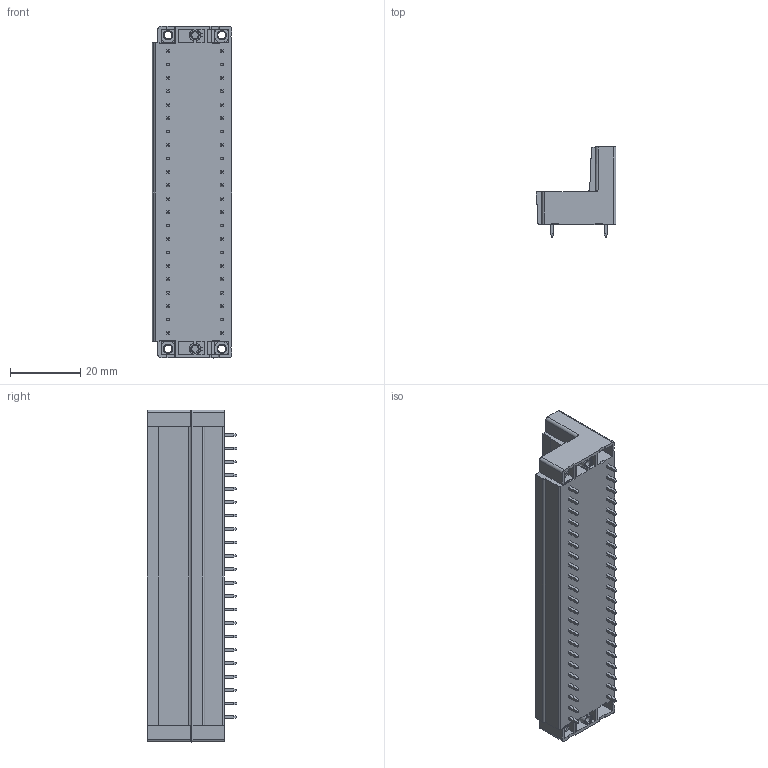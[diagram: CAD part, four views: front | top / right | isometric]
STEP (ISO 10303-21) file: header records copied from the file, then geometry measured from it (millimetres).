
FILE_DESCRIPTION((''),'2;1');
FILE_NAME('TLPHDW-105V-1','2024-09-23T11:50:37',('sheji109'),(''),'CREO PARAMETRIC BY PTC INC, 2018100','CREO PARAMETRIC BY PTC INC, 2018100','');
FILE_SCHEMA(('CONFIG_CONTROL_DESIGN'));
Products named in the file (1): TLPHDW-105V-1
Bounding box: 22.7 x 25.4 x 94.21 mm (x, y, z)
Volume: 21191.1 mm3; surface area: 21646.6 mm2
Topology: 1 solids, 1 shells, 2685 faces, 6920 edges, 4406 vertices
Faces by surface type: plane 2378, cylinder 231, cone 52, sphere 22, bspline 2
Entity records: 80099 total; most frequent: CARTESIAN_POINT 14536, ORIENTED_EDGE 13796, DIRECTION 12833, EDGE_CURVE 6898, VECTOR 6091, LINE 6091, VERTEX_POINT 4406, AXIS2_PLACEMENT_3D 3371
